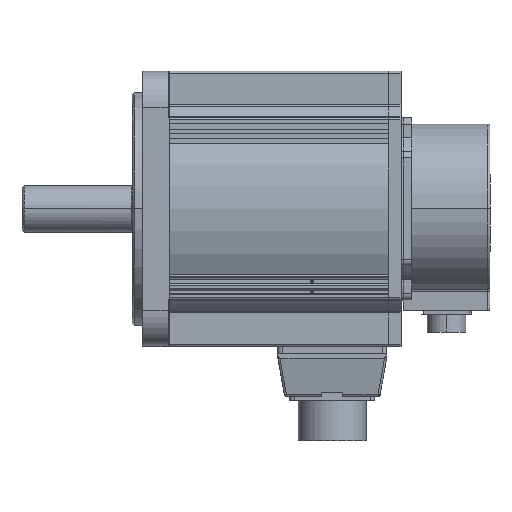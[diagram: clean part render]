
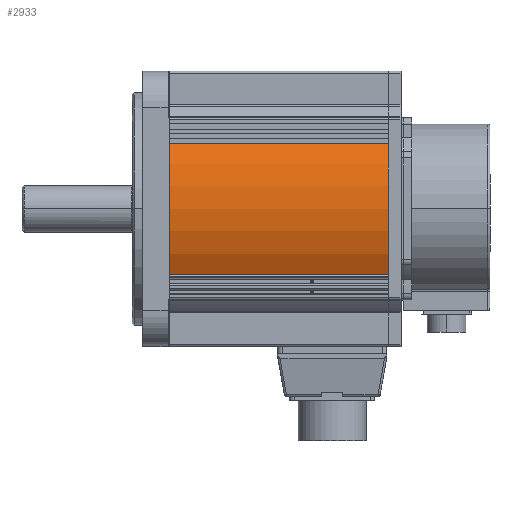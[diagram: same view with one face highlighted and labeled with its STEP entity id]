
A CAD part, top view. The second image highlights one B-rep face of the part: STEP entity #2933.
In plain terms, the highlighted cylindrical face has radius 65 mm (diameter 130 mm), a partial arc.
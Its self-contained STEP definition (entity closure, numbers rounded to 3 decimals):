
#2933 = ADVANCED_FACE ( 'NONE', ( #63323 ), #54550, .T. ) ;
#2983 = EDGE_LOOP ( 'NONE', ( #33007, #11981, #53011, #58445 ) ) ;
#8335 = AXIS2_PLACEMENT_3D ( 'NONE', #68497, #12112, #62352 ) ;
#11980 = DIRECTION ( 'NONE',  ( 0., 1., 0. ) ) ;
#11981 = ORIENTED_EDGE ( 'NONE', *, *, #57297, .F. ) ;
#12112 = DIRECTION ( 'NONE',  ( 1., 0., 0. ) ) ;
#14146 = VERTEX_POINT ( 'NONE', #60657 ) ;
#14541 = CARTESIAN_POINT ( 'NONE',  ( 171.2, -31., 57.131 ) ) ;
#20595 = LINE ( 'NONE', #62888, #58115 ) ;
#20990 = DIRECTION ( 'NONE',  ( 0., -1., 0. ) ) ;
#22734 = CARTESIAN_POINT ( 'NONE',  ( 67.7, 0., 0. ) ) ;
#29661 = VECTOR ( 'NONE', #37165, 1000. ) ;
#33007 = ORIENTED_EDGE ( 'NONE', *, *, #36458, .T. ) ;
#36458 = EDGE_CURVE ( 'NONE', #71279, #56987, #36760, .T. ) ;
#36760 = CIRCLE ( 'NONE', #42736, 65. ) ;
#37165 = DIRECTION ( 'NONE',  ( -1., 0., 0. ) ) ;
#39199 = LINE ( 'NONE', #14541, #29661 ) ;
#42736 = AXIS2_PLACEMENT_3D ( 'NONE', #22734, #68362, #11980 ) ;
#45089 = CARTESIAN_POINT ( 'NONE',  ( 67.7, -31., 57.131 ) ) ;
#49042 = DIRECTION ( 'NONE',  ( -1., 0., 0. ) ) ;
#50734 = AXIS2_PLACEMENT_3D ( 'NONE', #65378, #49042, #20990 ) ;
#53011 = ORIENTED_EDGE ( 'NONE', *, *, #63770, .F. ) ;
#53416 = EDGE_CURVE ( 'NONE', #57624, #71279, #20595, .T. ) ;
#54550 = CYLINDRICAL_SURFACE ( 'NONE', #50734, 65. ) ;
#56987 = VERTEX_POINT ( 'NONE', #45089 ) ;
#57297 = EDGE_CURVE ( 'NONE', #14146, #56987, #39199, .T. ) ;
#57395 = CIRCLE ( 'NONE', #8335, 65. ) ;
#57624 = VERTEX_POINT ( 'NONE', #69426 ) ;
#58115 = VECTOR ( 'NONE', #68068, 1000. ) ;
#58445 = ORIENTED_EDGE ( 'NONE', *, *, #53416, .T. ) ;
#60657 = CARTESIAN_POINT ( 'NONE',  ( 171.2, -31., 57.131 ) ) ;
#62352 = DIRECTION ( 'NONE',  ( 0., 1., 0. ) ) ;
#62888 = CARTESIAN_POINT ( 'NONE',  ( 171.2, 31., 57.131 ) ) ;
#63323 = FACE_OUTER_BOUND ( 'NONE', #2983, .T. ) ;
#63770 = EDGE_CURVE ( 'NONE', #57624, #14146, #57395, .T. ) ;
#65378 = CARTESIAN_POINT ( 'NONE',  ( 171.2, 0., 0. ) ) ;
#68068 = DIRECTION ( 'NONE',  ( -1., 0., 0. ) ) ;
#68362 = DIRECTION ( 'NONE',  ( 1., 0., 0. ) ) ;
#68497 = CARTESIAN_POINT ( 'NONE',  ( 171.2, 0., 0. ) ) ;
#69426 = CARTESIAN_POINT ( 'NONE',  ( 171.2, 31., 57.131 ) ) ;
#71279 = VERTEX_POINT ( 'NONE', #72123 ) ;
#72123 = CARTESIAN_POINT ( 'NONE',  ( 67.7, 31., 57.131 ) ) ;
